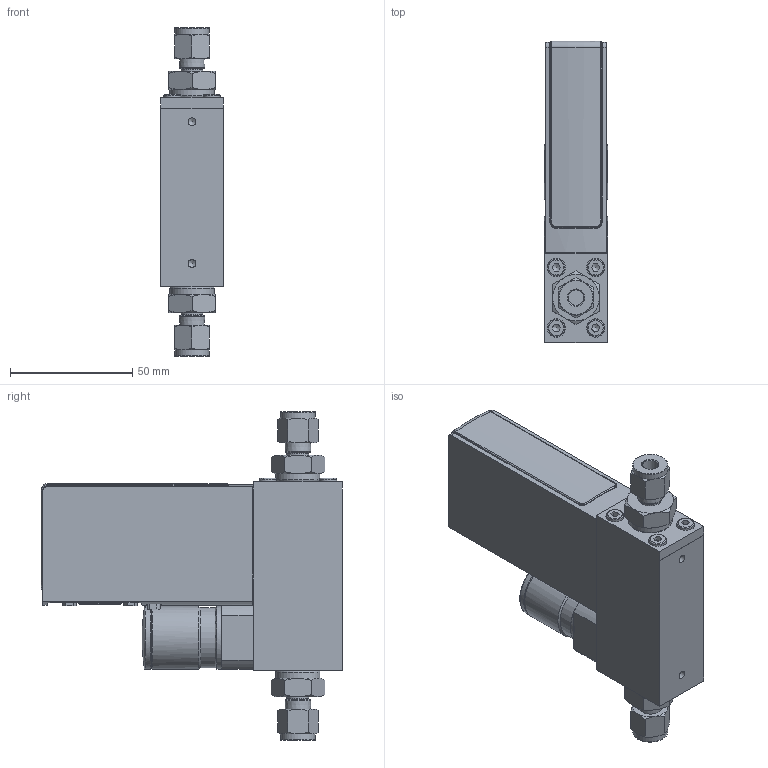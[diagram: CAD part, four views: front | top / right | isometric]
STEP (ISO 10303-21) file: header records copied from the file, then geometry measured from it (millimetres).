
FILE_DESCRIPTION(/* description */ (''),/* implementation_level */ '2;1');
FILE_NAME(/* name */ 'FG-201AV FG-211AV.stp',/* time_stamp */ '2021-05-11T12:02:45+02:00',/* author */ ('M-Huiskes'),/* organization */ (''),/* preprocessor_version */ 'ST-DEVELOPER v18.1',/* originating_system */ 'Autodesk Inventor 2021',/* authorisation */ '');
FILE_SCHEMA (('AUTOMOTIVE_DESIGN { 1 0 10303 214 3 1 1 }'));
Length unit declared in the file: millimetre
Products named in the file (1): Part5
Bounding box: 26 x 123.32 x 134.3 mm (x, y, z)
Volume: 209794.5 mm3; surface area: 40717.4 mm2
Topology: 1 solids, 14 shells, 989 faces, 2395 edges, 1509 vertices
Faces by surface type: plane 512, cylinder 185, cone 129, bspline 71, sphere 56, torus 36
Full cylindrical faces by diameter (mm): 1.2 x1, 1.614 x1, 1.626 x2, 1.71 x2, 2.459 x3, 3 x3, 3.242 x2, 3.3 x4, 5.328 x2, 5.5 x5, 6 x5, 6.35 x2, 7 x4, 7.5 x4, 8.997 x2, 14.287 x2, 18.034 x2, 24.6 x1, 25.9 x2
Entity records: 30851 total; most frequent: CARTESIAN_POINT 7490, ORIENTED_EDGE 4766, DIRECTION 4670, EDGE_CURVE 2383, AXIS2_PLACEMENT_3D 1763, VERTEX_POINT 1509, LINE 1144, VECTOR 1144
